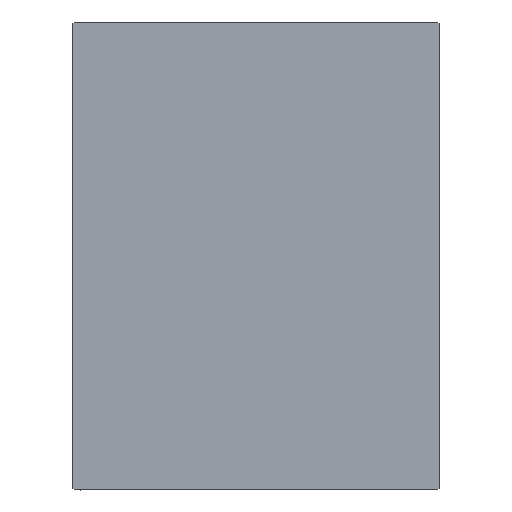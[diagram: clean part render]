
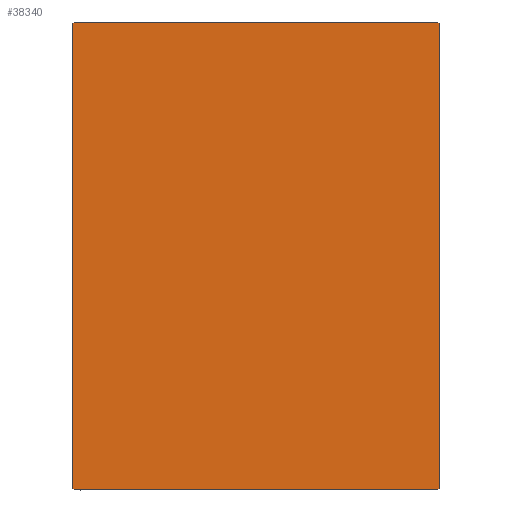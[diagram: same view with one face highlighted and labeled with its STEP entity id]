
A CAD part, left-side view. The second image highlights one B-rep face of the part: STEP entity #38340.
In plain terms, the highlighted face is planar.
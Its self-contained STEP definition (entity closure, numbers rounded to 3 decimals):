
#498 = VECTOR ( 'NONE', #26603, 1000. ) ;
#752 = CARTESIAN_POINT ( 'NONE',  ( 158., -51.1, 51.1 ) ) ;
#948 = VECTOR ( 'NONE', #12915, 1000. ) ;
#964 = DIRECTION ( 'NONE',  ( 0., -0.707, -0.707 ) ) ;
#1069 = DIRECTION ( 'NONE',  ( 0., 0., -1. ) ) ;
#2358 = ORIENTED_EDGE ( 'NONE', *, *, #25627, .T. ) ;
#3853 = ORIENTED_EDGE ( 'NONE', *, *, #22301, .T. ) ;
#4162 = CARTESIAN_POINT ( 'NONE',  ( 158., -44.7, -57.5 ) ) ;
#4212 = EDGE_CURVE ( 'NONE', #31881, #15337, #38964, .T. ) ;
#4236 = LINE ( 'NONE', #752, #18010 ) ;
#5173 = CARTESIAN_POINT ( 'NONE',  ( 158., -44.7, 57.5 ) ) ;
#5881 = CARTESIAN_POINT ( 'NONE',  ( 158., 44.7, 57.5 ) ) ;
#6053 = AXIS2_PLACEMENT_3D ( 'NONE', #9585, #24615, #1069 ) ;
#6201 = CARTESIAN_POINT ( 'NONE',  ( 158., 45., 57.5 ) ) ;
#6365 = CARTESIAN_POINT ( 'NONE',  ( 158., 45., 57.2 ) ) ;
#7444 = EDGE_CURVE ( 'NONE', #9847, #40223, #19666, .T. ) ;
#7659 = DIRECTION ( 'NONE',  ( 0., 0.707, -0.707 ) ) ;
#8471 = ORIENTED_EDGE ( 'NONE', *, *, #15086, .T. ) ;
#8883 = VECTOR ( 'NONE', #27950, 1000. ) ;
#9585 = CARTESIAN_POINT ( 'NONE',  ( 158., 0., 0. ) ) ;
#9847 = VERTEX_POINT ( 'NONE', #38588 ) ;
#12752 = VERTEX_POINT ( 'NONE', #5173 ) ;
#12869 = CARTESIAN_POINT ( 'NONE',  ( 158., -45., -57.2 ) ) ;
#12915 = DIRECTION ( 'NONE',  ( 0., 0., 1. ) ) ;
#13091 = LINE ( 'NONE', #13728, #498 ) ;
#13728 = CARTESIAN_POINT ( 'NONE',  ( 158., -45., 57.5 ) ) ;
#14676 = EDGE_LOOP ( 'NONE', ( #42457, #2358, #35288, #34886, #30300, #3853, #36023, #8471 ) ) ;
#15086 = EDGE_CURVE ( 'NONE', #40576, #31881, #27731, .T. ) ;
#15294 = CARTESIAN_POINT ( 'NONE',  ( 158., 51.1, 51.1 ) ) ;
#15337 = VERTEX_POINT ( 'NONE', #34433 ) ;
#15589 = LINE ( 'NONE', #6201, #23447 ) ;
#16991 = EDGE_CURVE ( 'NONE', #21501, #12752, #15589, .T. ) ;
#17264 = CARTESIAN_POINT ( 'NONE',  ( 158., -51.1, -51.1 ) ) ;
#18010 = VECTOR ( 'NONE', #964, 1000. ) ;
#19033 = CARTESIAN_POINT ( 'NONE',  ( 158., 45., -57.5 ) ) ;
#19666 = LINE ( 'NONE', #19033, #948 ) ;
#20254 = PLANE ( 'NONE',  #6053 ) ;
#21501 = VERTEX_POINT ( 'NONE', #5881 ) ;
#22034 = VECTOR ( 'NONE', #7659, 1000. ) ;
#22301 = EDGE_CURVE ( 'NONE', #12752, #42220, #4236, .T. ) ;
#23447 = VECTOR ( 'NONE', #35867, 1000. ) ;
#24276 = CARTESIAN_POINT ( 'NONE',  ( 158., -45., 57.2 ) ) ;
#24615 = DIRECTION ( 'NONE',  ( 1., 0., 0. ) ) ;
#25627 = EDGE_CURVE ( 'NONE', #15337, #9847, #28891, .T. ) ;
#26603 = DIRECTION ( 'NONE',  ( 0., 0., -1. ) ) ;
#27731 = LINE ( 'NONE', #17264, #22034 ) ;
#27950 = DIRECTION ( 'NONE',  ( 0., -0.707, 0.707 ) ) ;
#28891 = LINE ( 'NONE', #31316, #37471 ) ;
#30300 = ORIENTED_EDGE ( 'NONE', *, *, #16991, .T. ) ;
#31316 = CARTESIAN_POINT ( 'NONE',  ( 158., 51.1, -51.1 ) ) ;
#31657 = LINE ( 'NONE', #15294, #8883 ) ;
#31881 = VERTEX_POINT ( 'NONE', #4162 ) ;
#31965 = DIRECTION ( 'NONE',  ( 0., 0.707, 0.707 ) ) ;
#34433 = CARTESIAN_POINT ( 'NONE',  ( 158., 44.7, -57.5 ) ) ;
#34886 = ORIENTED_EDGE ( 'NONE', *, *, #40441, .T. ) ;
#35288 = ORIENTED_EDGE ( 'NONE', *, *, #7444, .T. ) ;
#35867 = DIRECTION ( 'NONE',  ( 0., -1., 0. ) ) ;
#36023 = ORIENTED_EDGE ( 'NONE', *, *, #39038, .T. ) ;
#36108 = CARTESIAN_POINT ( 'NONE',  ( 158., -45., -57.5 ) ) ;
#36840 = FACE_OUTER_BOUND ( 'NONE', #14676, .T. ) ;
#37471 = VECTOR ( 'NONE', #31965, 1000. ) ;
#38340 = ADVANCED_FACE ( 'NONE', ( #36840 ), #20254, .T. ) ;
#38588 = CARTESIAN_POINT ( 'NONE',  ( 158., 45., -57.2 ) ) ;
#38748 = DIRECTION ( 'NONE',  ( 0., 1., 0. ) ) ;
#38964 = LINE ( 'NONE', #36108, #39250 ) ;
#39038 = EDGE_CURVE ( 'NONE', #42220, #40576, #13091, .T. ) ;
#39250 = VECTOR ( 'NONE', #38748, 1000. ) ;
#40223 = VERTEX_POINT ( 'NONE', #6365 ) ;
#40441 = EDGE_CURVE ( 'NONE', #40223, #21501, #31657, .T. ) ;
#40576 = VERTEX_POINT ( 'NONE', #12869 ) ;
#42220 = VERTEX_POINT ( 'NONE', #24276 ) ;
#42457 = ORIENTED_EDGE ( 'NONE', *, *, #4212, .T. ) ;
